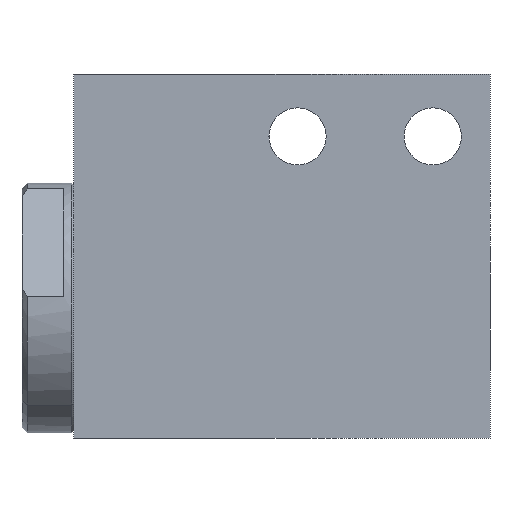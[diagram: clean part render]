
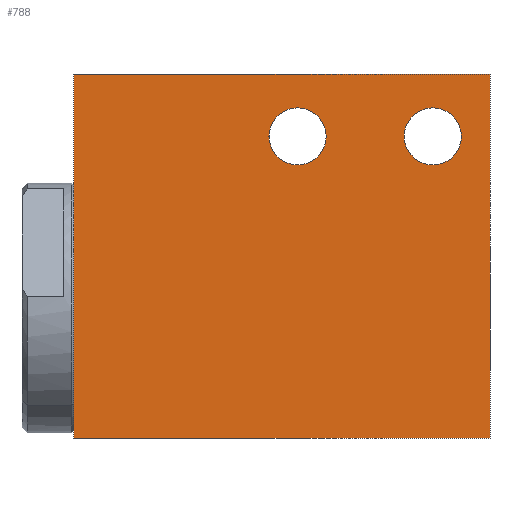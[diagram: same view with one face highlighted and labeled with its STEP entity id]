
A CAD part, front view. The second image highlights one B-rep face of the part: STEP entity #788.
In plain terms, the highlighted planar face has unit normal (0, -1, 0).
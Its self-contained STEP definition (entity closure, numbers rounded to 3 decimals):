
#6 = VERTEX_POINT ( 'NONE', #956 ) ;
#16 = CARTESIAN_POINT ( 'NONE',  ( 14.5, -12.5, 14.25 ) ) ;
#25 = FACE_BOUND ( 'NONE', #372, .T. ) ;
#29 = EDGE_CURVE ( 'NONE', #713, #6, #439, .T. ) ;
#36 = EDGE_CURVE ( 'NONE', #738, #593, #634, .T. ) ;
#38 = DIRECTION ( 'NONE',  ( 0., 0., 1. ) ) ;
#62 = AXIS2_PLACEMENT_3D ( 'NONE', #442, #572, #541 ) ;
#74 = DIRECTION ( 'NONE',  ( 0., 0., 1. ) ) ;
#143 = EDGE_CURVE ( 'NONE', #560, #676, #1159, .T. ) ;
#152 = EDGE_LOOP ( 'NONE', ( #532, #202, #1115, #957 ) ) ;
#157 = FACE_OUTER_BOUND ( 'NONE', #152, .T. ) ;
#159 = DIRECTION ( 'NONE',  ( 0., 1., 0. ) ) ;
#165 = CIRCLE ( 'NONE', #62, 2.75 ) ;
#172 = EDGE_CURVE ( 'NONE', #1075, #574, #165, .T. ) ;
#189 = EDGE_CURVE ( 'NONE', #738, #560, #392, .T. ) ;
#190 = VECTOR ( 'NONE', #815, 1000. ) ;
#196 = CIRCLE ( 'NONE', #1142, 2.75 ) ;
#202 = ORIENTED_EDGE ( 'NONE', *, *, #143, .F. ) ;
#213 = CARTESIAN_POINT ( 'NONE',  ( -20., -12.5, -17.5 ) ) ;
#228 = FACE_BOUND ( 'NONE', #789, .T. ) ;
#239 = DIRECTION ( 'NONE',  ( 0., 0., 1. ) ) ;
#281 = DIRECTION ( 'NONE',  ( 0., 0., -1. ) ) ;
#316 = VECTOR ( 'NONE', #281, 1000. ) ;
#324 = CARTESIAN_POINT ( 'NONE',  ( 14.5, -12.5, 11.5 ) ) ;
#341 = CARTESIAN_POINT ( 'NONE',  ( 20., -12.5, 17.5 ) ) ;
#363 = EDGE_CURVE ( 'NONE', #6, #713, #196, .T. ) ;
#364 = CARTESIAN_POINT ( 'NONE',  ( 1.5, -12.5, 11.5 ) ) ;
#372 = EDGE_LOOP ( 'NONE', ( #943, #659 ) ) ;
#392 = LINE ( 'NONE', #631, #190 ) ;
#394 = CARTESIAN_POINT ( 'NONE',  ( 20., -12.5, 17.5 ) ) ;
#432 = PLANE ( 'NONE',  #975 ) ;
#439 = CIRCLE ( 'NONE', #1150, 2.75 ) ;
#442 = CARTESIAN_POINT ( 'NONE',  ( 14.5, -12.5, 11.5 ) ) ;
#466 = CARTESIAN_POINT ( 'NONE',  ( 1.5, -12.5, 11.5 ) ) ;
#495 = CARTESIAN_POINT ( 'NONE',  ( 14.5, -12.5, 8.75 ) ) ;
#514 = EDGE_CURVE ( 'NONE', #574, #1075, #983, .T. ) ;
#532 = ORIENTED_EDGE ( 'NONE', *, *, #707, .T. ) ;
#541 = DIRECTION ( 'NONE',  ( 0., 0., 1. ) ) ;
#560 = VERTEX_POINT ( 'NONE', #394 ) ;
#572 = DIRECTION ( 'NONE',  ( 0., 1., 0. ) ) ;
#574 = VERTEX_POINT ( 'NONE', #495 ) ;
#593 = VERTEX_POINT ( 'NONE', #673 ) ;
#612 = DIRECTION ( 'NONE',  ( 0., 1., 0. ) ) ;
#615 = CARTESIAN_POINT ( 'NONE',  ( -20., -12.5, 17.5 ) ) ;
#631 = CARTESIAN_POINT ( 'NONE',  ( -20., -12.5, 17.5 ) ) ;
#634 = LINE ( 'NONE', #615, #316 ) ;
#642 = VECTOR ( 'NONE', #718, 1000. ) ;
#659 = ORIENTED_EDGE ( 'NONE', *, *, #514, .T. ) ;
#663 = ORIENTED_EDGE ( 'NONE', *, *, #363, .T. ) ;
#673 = CARTESIAN_POINT ( 'NONE',  ( -20., -12.5, -17.5 ) ) ;
#674 = DIRECTION ( 'NONE',  ( 0., 1., 0. ) ) ;
#676 = VERTEX_POINT ( 'NONE', #904 ) ;
#702 = VECTOR ( 'NONE', #831, 1000. ) ;
#707 = EDGE_CURVE ( 'NONE', #593, #676, #979, .T. ) ;
#713 = VERTEX_POINT ( 'NONE', #744 ) ;
#718 = DIRECTION ( 'NONE',  ( 0., 0., -1. ) ) ;
#738 = VERTEX_POINT ( 'NONE', #809 ) ;
#744 = CARTESIAN_POINT ( 'NONE',  ( 1.5, -12.5, 14.25 ) ) ;
#788 = ADVANCED_FACE ( 'NONE', ( #25, #228, #157 ), #432, .F. ) ;
#789 = EDGE_LOOP ( 'NONE', ( #854, #663 ) ) ;
#809 = CARTESIAN_POINT ( 'NONE',  ( -20., -12.5, 17.5 ) ) ;
#815 = DIRECTION ( 'NONE',  ( 1., 0., 0. ) ) ;
#828 = DIRECTION ( 'NONE',  ( 0., 0., 1. ) ) ;
#831 = DIRECTION ( 'NONE',  ( 1., 0., 0. ) ) ;
#854 = ORIENTED_EDGE ( 'NONE', *, *, #29, .T. ) ;
#869 = CARTESIAN_POINT ( 'NONE',  ( -20., -12.5, 17.5 ) ) ;
#904 = CARTESIAN_POINT ( 'NONE',  ( 20., -12.5, -17.5 ) ) ;
#943 = ORIENTED_EDGE ( 'NONE', *, *, #172, .T. ) ;
#956 = CARTESIAN_POINT ( 'NONE',  ( 1.5, -12.5, 8.75 ) ) ;
#957 = ORIENTED_EDGE ( 'NONE', *, *, #36, .T. ) ;
#975 = AXIS2_PLACEMENT_3D ( 'NONE', #869, #159, #239 ) ;
#979 = LINE ( 'NONE', #213, #702 ) ;
#983 = CIRCLE ( 'NONE', #1092, 2.75 ) ;
#1075 = VERTEX_POINT ( 'NONE', #16 ) ;
#1092 = AXIS2_PLACEMENT_3D ( 'NONE', #324, #612, #74 ) ;
#1115 = ORIENTED_EDGE ( 'NONE', *, *, #189, .F. ) ;
#1142 = AXIS2_PLACEMENT_3D ( 'NONE', #466, #1171, #38 ) ;
#1150 = AXIS2_PLACEMENT_3D ( 'NONE', #364, #674, #828 ) ;
#1159 = LINE ( 'NONE', #341, #642 ) ;
#1171 = DIRECTION ( 'NONE',  ( 0., 1., 0. ) ) ;
